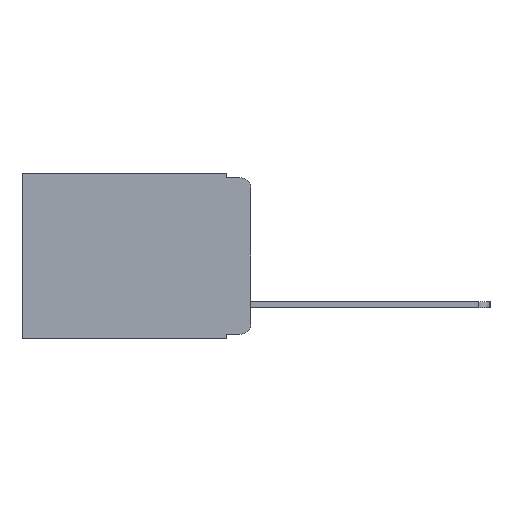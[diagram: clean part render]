
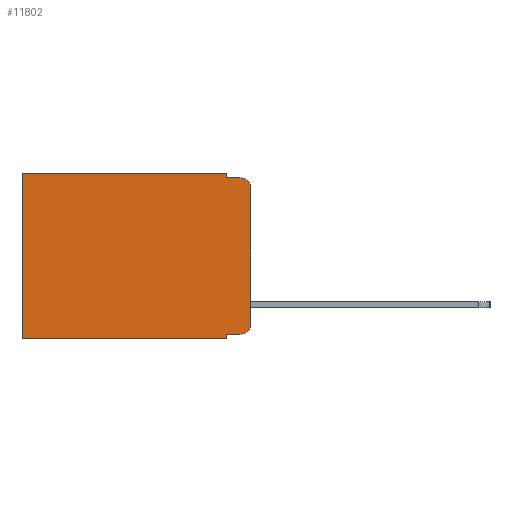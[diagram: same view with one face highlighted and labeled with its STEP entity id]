
A CAD part, left-side view. The second image highlights one B-rep face of the part: STEP entity #11802.
In plain terms, the highlighted planar face has unit normal (-1, 0, 0).
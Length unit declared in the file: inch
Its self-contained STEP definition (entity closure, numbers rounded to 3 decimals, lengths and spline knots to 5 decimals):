
#231 = AXIS2_PLACEMENT_3D ( 'NONE', #8892, #8070, #2167 ) ;
#319 = VERTEX_POINT ( 'NONE', #9991 ) ;
#443 = DIRECTION ( 'NONE',  ( 0., -1., 0. ) ) ;
#535 = VERTEX_POINT ( 'NONE', #11785 ) ;
#676 = VECTOR ( 'NONE', #443, 39.37008 ) ;
#943 = CARTESIAN_POINT ( 'NONE',  ( 0.298, 0.051, -0.343 ) ) ;
#1116 = AXIS2_PLACEMENT_3D ( 'NONE', #1705, #8624, #2912 ) ;
#1287 = FACE_OUTER_BOUND ( 'NONE', #4818, .T. ) ;
#1698 = VERTEX_POINT ( 'NONE', #943 ) ;
#1705 = CARTESIAN_POINT ( 'NONE',  ( 0.298, 0.02, -0.03 ) ) ;
#2058 = VECTOR ( 'NONE', #11530, 39.37008 ) ;
#2167 = DIRECTION ( 'NONE',  ( 0., 0., -1. ) ) ;
#2405 = LINE ( 'NONE', #11580, #7470 ) ;
#2410 = LINE ( 'NONE', #9251, #7472 ) ;
#2660 = ORIENTED_EDGE ( 'NONE', *, *, #5673, .T. ) ;
#2912 = DIRECTION ( 'NONE',  ( 0., 0., -1. ) ) ;
#2956 = ORIENTED_EDGE ( 'NONE', *, *, #10354, .F. ) ;
#2995 = CARTESIAN_POINT ( 'NONE',  ( 0.298, 0., -0.313 ) ) ;
#3394 = DIRECTION ( 'NONE',  ( 0., 1., 0. ) ) ;
#3723 = ORIENTED_EDGE ( 'NONE', *, *, #9970, .F. ) ;
#3793 = ORIENTED_EDGE ( 'NONE', *, *, #7037, .T. ) ;
#3832 = VERTEX_POINT ( 'NONE', #10202 ) ;
#3983 = LINE ( 'NONE', #6940, #676 ) ;
#4001 = CARTESIAN_POINT ( 'NONE',  ( 0.298, 0., 0. ) ) ;
#4080 = AXIS2_PLACEMENT_3D ( 'NONE', #10360, #10355, #9774 ) ;
#4581 = CARTESIAN_POINT ( 'NONE',  ( 0.298, 0., -0.343 ) ) ;
#4583 = EDGE_CURVE ( 'NONE', #6528, #3832, #9599, .T. ) ;
#4818 = EDGE_LOOP ( 'NONE', ( #5860, #6589, #6199, #2956, #5624, #2660, #3723, #4852, #3793, #5872 ) ) ;
#4852 = ORIENTED_EDGE ( 'NONE', *, *, #6837, .F. ) ;
#4918 = VERTEX_POINT ( 'NONE', #2995 ) ;
#5514 = PLANE ( 'NONE',  #231 ) ;
#5557 = VECTOR ( 'NONE', #9744, 39.37008 ) ;
#5575 = DIRECTION ( 'NONE',  ( 0., 1., 0. ) ) ;
#5608 = VECTOR ( 'NONE', #5575, 39.37008 ) ;
#5624 = ORIENTED_EDGE ( 'NONE', *, *, #4583, .T. ) ;
#5673 = EDGE_CURVE ( 'NONE', #3832, #319, #5709, .T. ) ;
#5709 = LINE ( 'NONE', #8517, #2058 ) ;
#5750 = CARTESIAN_POINT ( 'NONE',  ( 0.298, 0.02, -0.333 ) ) ;
#5860 = ORIENTED_EDGE ( 'NONE', *, *, #7194, .F. ) ;
#5872 = ORIENTED_EDGE ( 'NONE', *, *, #7137, .T. ) ;
#5890 = LINE ( 'NONE', #4581, #5608 ) ;
#6012 = DIRECTION ( 'NONE',  ( 0., 0., -1. ) ) ;
#6123 = CIRCLE ( 'NONE', #4080, 0.02 ) ;
#6188 = VERTEX_POINT ( 'NONE', #8242 ) ;
#6199 = ORIENTED_EDGE ( 'NONE', *, *, #11409, .F. ) ;
#6392 = VECTOR ( 'NONE', #10075, 39.37008 ) ;
#6528 = VERTEX_POINT ( 'NONE', #8675 ) ;
#6589 = ORIENTED_EDGE ( 'NONE', *, *, #11325, .T. ) ;
#6837 = EDGE_CURVE ( 'NONE', #6188, #1698, #2405, .T. ) ;
#6940 = CARTESIAN_POINT ( 'NONE',  ( 0.298, 0.051, -0.01 ) ) ;
#7037 = EDGE_CURVE ( 'NONE', #6188, #11192, #8642, .T. ) ;
#7137 = EDGE_CURVE ( 'NONE', #11192, #4918, #6123, .T. ) ;
#7194 = EDGE_CURVE ( 'NONE', #535, #4918, #11839, .T. ) ;
#7378 = VERTEX_POINT ( 'NONE', #9542 ) ;
#7470 = VECTOR ( 'NONE', #11505, 39.37008 ) ;
#7472 = VECTOR ( 'NONE', #6012, 39.37008 ) ;
#8070 = DIRECTION ( 'NONE',  ( 1., 0., 0. ) ) ;
#8242 = CARTESIAN_POINT ( 'NONE',  ( 0.298, 0.051, -0.333 ) ) ;
#8517 = CARTESIAN_POINT ( 'NONE',  ( 0.298, 0.473, 0. ) ) ;
#8624 = DIRECTION ( 'NONE',  ( -1., 0., 0. ) ) ;
#8642 = LINE ( 'NONE', #11157, #6392 ) ;
#8675 = CARTESIAN_POINT ( 'NONE',  ( 0.298, 0.051, 0. ) ) ;
#8892 = CARTESIAN_POINT ( 'NONE',  ( 0.298, 0., 0. ) ) ;
#9142 = CARTESIAN_POINT ( 'NONE',  ( 0.298, 0.02, -0.01 ) ) ;
#9251 = CARTESIAN_POINT ( 'NONE',  ( 0.298, 0.051, 0. ) ) ;
#9542 = CARTESIAN_POINT ( 'NONE',  ( 0.298, 0.051, -0.01 ) ) ;
#9599 = LINE ( 'NONE', #4001, #11347 ) ;
#9744 = DIRECTION ( 'NONE',  ( 0., 0., -1. ) ) ;
#9755 = CARTESIAN_POINT ( 'NONE',  ( 0.298, 0., 0. ) ) ;
#9774 = DIRECTION ( 'NONE',  ( 0., 0., -1. ) ) ;
#9970 = EDGE_CURVE ( 'NONE', #1698, #319, #5890, .T. ) ;
#9991 = CARTESIAN_POINT ( 'NONE',  ( 0.298, 0.473, -0.343 ) ) ;
#10075 = DIRECTION ( 'NONE',  ( 0., -1., 0. ) ) ;
#10202 = CARTESIAN_POINT ( 'NONE',  ( 0.298, 0.473, 0. ) ) ;
#10354 = EDGE_CURVE ( 'NONE', #6528, #7378, #2410, .T. ) ;
#10355 = DIRECTION ( 'NONE',  ( -1., 0., 0. ) ) ;
#10360 = CARTESIAN_POINT ( 'NONE',  ( 0.298, 0.02, -0.313 ) ) ;
#10773 = CIRCLE ( 'NONE', #1116, 0.02 ) ;
#11157 = CARTESIAN_POINT ( 'NONE',  ( 0.298, 0.051, -0.333 ) ) ;
#11192 = VERTEX_POINT ( 'NONE', #5750 ) ;
#11201 = VERTEX_POINT ( 'NONE', #9142 ) ;
#11325 = EDGE_CURVE ( 'NONE', #535, #11201, #10773, .T. ) ;
#11347 = VECTOR ( 'NONE', #3394, 39.37008 ) ;
#11409 = EDGE_CURVE ( 'NONE', #7378, #11201, #3983, .T. ) ;
#11505 = DIRECTION ( 'NONE',  ( 0., 0., -1. ) ) ;
#11530 = DIRECTION ( 'NONE',  ( 0., 0., -1. ) ) ;
#11580 = CARTESIAN_POINT ( 'NONE',  ( 0.298, 0.051, 0. ) ) ;
#11785 = CARTESIAN_POINT ( 'NONE',  ( 0.298, 0., -0.03 ) ) ;
#11802 = ADVANCED_FACE ( 'NONE', ( #1287 ), #5514, .F. ) ;
#11839 = LINE ( 'NONE', #9755, #5557 ) ;
